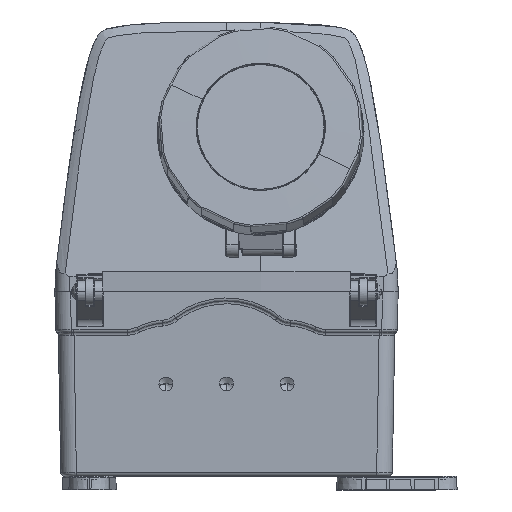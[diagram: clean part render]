
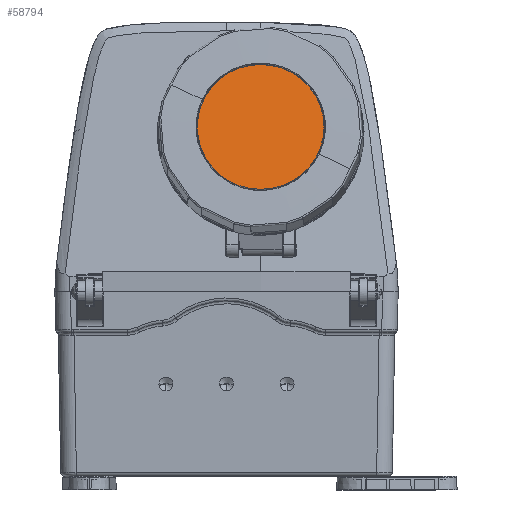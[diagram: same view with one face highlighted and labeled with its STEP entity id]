
A CAD part, front view. The second image highlights one B-rep face of the part: STEP entity #58794.
In plain terms, the highlighted planar face has unit normal (0, -0.985, 0.174).
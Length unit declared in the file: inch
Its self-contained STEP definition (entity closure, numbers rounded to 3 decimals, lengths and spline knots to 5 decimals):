
#13716 = AXIS2_PLACEMENT_3D ( 'NONE', #96121, #14344, #72665 ) ;
#14344 = DIRECTION ( 'NONE',  ( 0., -0.985, 0.174 ) ) ;
#21313 = AXIS2_PLACEMENT_3D ( 'NONE', #56317, #78397, #27885 ) ;
#27885 = DIRECTION ( 'NONE',  ( 0., 0.174, 0.985 ) ) ;
#33638 = DIRECTION ( 'NONE',  ( 0., 0.174, 0.985 ) ) ;
#35578 = CIRCLE ( 'NONE', #13716, 1.27397 ) ;
#36007 = AXIS2_PLACEMENT_3D ( 'NONE', #49764, #56186, #33638 ) ;
#40956 = PLANE ( 'NONE',  #36007 ) ;
#49764 = CARTESIAN_POINT ( 'NONE',  ( 0.6864, -8.61691, 7.01837 ) ) ;
#55088 = CARTESIAN_POINT ( 'NONE',  ( 0.6864, -8.83814, 5.76375 ) ) ;
#56186 = DIRECTION ( 'NONE',  ( 0., -0.985, 0.174 ) ) ;
#56317 = CARTESIAN_POINT ( 'NONE',  ( 0.6864, -8.61691, 7.01837 ) ) ;
#58794 = ADVANCED_FACE ( 'NONE', ( #79230 ), #40956, .T. ) ;
#60693 = EDGE_LOOP ( 'NONE', ( #95279, #75231 ) ) ;
#65158 = CIRCLE ( 'NONE', #21313, 1.27397 ) ;
#72665 = DIRECTION ( 'NONE',  ( 0., 0.174, 0.985 ) ) ;
#73459 = CARTESIAN_POINT ( 'NONE',  ( 0.6864, -8.39569, 8.27298 ) ) ;
#75231 = ORIENTED_EDGE ( 'NONE', *, *, #75429, .T. ) ;
#75429 = EDGE_CURVE ( 'NONE', #75693, #93484, #35578, .T. ) ;
#75693 = VERTEX_POINT ( 'NONE', #55088 ) ;
#78397 = DIRECTION ( 'NONE',  ( 0., -0.985, 0.174 ) ) ;
#79230 = FACE_OUTER_BOUND ( 'NONE', #60693, .T. ) ;
#80151 = EDGE_CURVE ( 'NONE', #93484, #75693, #65158, .T. ) ;
#93484 = VERTEX_POINT ( 'NONE', #73459 ) ;
#95279 = ORIENTED_EDGE ( 'NONE', *, *, #80151, .T. ) ;
#96121 = CARTESIAN_POINT ( 'NONE',  ( 0.6864, -8.61691, 7.01837 ) ) ;
